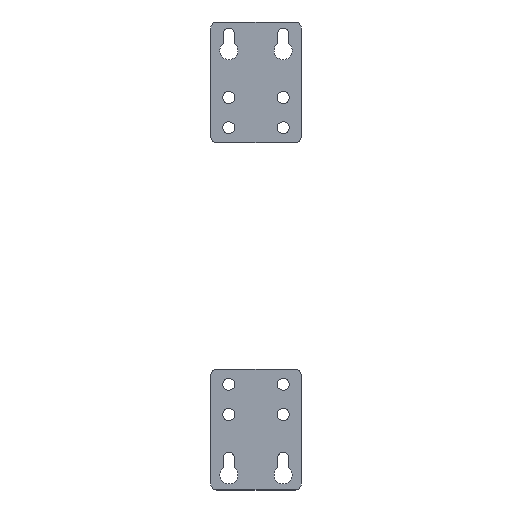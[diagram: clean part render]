
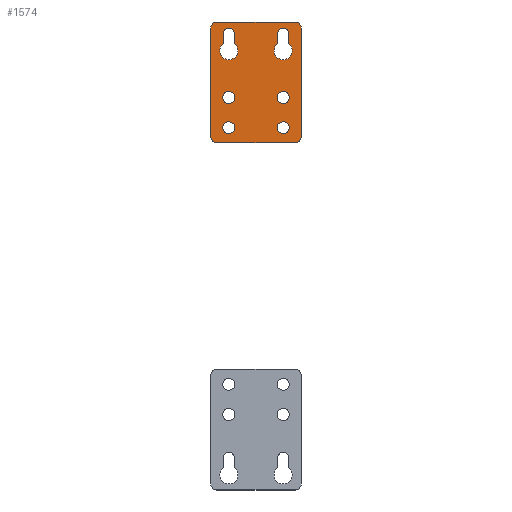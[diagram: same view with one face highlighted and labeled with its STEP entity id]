
A CAD part, top view. The second image highlights one B-rep face of the part: STEP entity #1574.
In plain terms, the highlighted planar face has unit normal (0, 0, 1).
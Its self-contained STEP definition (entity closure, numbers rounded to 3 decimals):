
#898=AXIS2_PLACEMENT_3D('Circle Axis2P3D',#896,#897,$) ;
#925=AXIS2_PLACEMENT_3D('Circle Axis2P3D',#923,#924,$) ;
#989=AXIS2_PLACEMENT_3D('Circle Axis2P3D',#987,#988,$) ;
#1021=AXIS2_PLACEMENT_3D('Circle Axis2P3D',#1019,#1020,$) ;
#1085=AXIS2_PLACEMENT_3D('Circle Axis2P3D',#1083,#1084,$) ;
#1149=AXIS2_PLACEMENT_3D('Circle Axis2P3D',#1147,#1148,$) ;
#1213=AXIS2_PLACEMENT_3D('Circle Axis2P3D',#1211,#1212,$) ;
#1240=AXIS2_PLACEMENT_3D('Circle Axis2P3D',#1238,#1239,$) ;
#1272=AXIS2_PLACEMENT_3D('Circle Axis2P3D',#1270,#1271,$) ;
#1299=AXIS2_PLACEMENT_3D('Circle Axis2P3D',#1297,#1298,$) ;
#1331=AXIS2_PLACEMENT_3D('Circle Axis2P3D',#1329,#1330,$) ;
#1358=AXIS2_PLACEMENT_3D('Circle Axis2P3D',#1356,#1357,$) ;
#1478=AXIS2_PLACEMENT_3D('Plane Axis2P3D',#1475,#1476,#1477) ;
#1517=AXIS2_PLACEMENT_3D('Circle Axis2P3D',#1515,#1516,$) ;
#1531=AXIS2_PLACEMENT_3D('Circle Axis2P3D',#1529,#1530,$) ;
#1542=AXIS2_PLACEMENT_3D('Circle Axis2P3D',#1540,#1541,$) ;
#1558=AXIS2_PLACEMENT_3D('Circle Axis2P3D',#1556,#1557,$) ;
#891=CARTESIAN_POINT('Vertex',(4.,120.,1.)) ;
#896=CARTESIAN_POINT('Axis2P3D Location',(6.,120.,1.)) ;
#900=CARTESIAN_POINT('Vertex',(8.,120.,1.)) ;
#923=CARTESIAN_POINT('Axis2P3D Location',(6.,120.,1.)) ;
#959=CARTESIAN_POINT('Vertex',(28.,115.,1.)) ;
#962=CARTESIAN_POINT('Line Origine',(15.,115.,1.)) ;
#966=CARTESIAN_POINT('Vertex',(2.,115.,1.)) ;
#987=CARTESIAN_POINT('Axis2P3D Location',(28.,117.,1.)) ;
#991=CARTESIAN_POINT('Vertex',(30.,117.,1.)) ;
#1019=CARTESIAN_POINT('Axis2P3D Location',(2.,117.,1.)) ;
#1023=CARTESIAN_POINT('Vertex',(0.,117.,1.)) ;
#1062=CARTESIAN_POINT('Vertex',(30.,153.,1.)) ;
#1065=CARTESIAN_POINT('Line Origine',(30.,135.,1.)) ;
#1083=CARTESIAN_POINT('Axis2P3D Location',(28.,153.,1.)) ;
#1087=CARTESIAN_POINT('Vertex',(28.,155.,1.)) ;
#1115=CARTESIAN_POINT('Line Origine',(15.,155.,1.)) ;
#1119=CARTESIAN_POINT('Vertex',(2.,155.,1.)) ;
#1147=CARTESIAN_POINT('Axis2P3D Location',(2.,153.,1.)) ;
#1151=CARTESIAN_POINT('Vertex',(0.,153.,1.)) ;
#1179=CARTESIAN_POINT('Line Origine',(0.,135.,1.)) ;
#1206=CARTESIAN_POINT('Vertex',(22.,120.,1.)) ;
#1211=CARTESIAN_POINT('Axis2P3D Location',(24.,120.,1.)) ;
#1215=CARTESIAN_POINT('Vertex',(26.,120.,1.)) ;
#1238=CARTESIAN_POINT('Axis2P3D Location',(24.,120.,1.)) ;
#1265=CARTESIAN_POINT('Vertex',(4.,130.,1.)) ;
#1270=CARTESIAN_POINT('Axis2P3D Location',(6.,130.,1.)) ;
#1274=CARTESIAN_POINT('Vertex',(8.,130.,1.)) ;
#1297=CARTESIAN_POINT('Axis2P3D Location',(6.,130.,1.)) ;
#1324=CARTESIAN_POINT('Vertex',(22.,130.,1.)) ;
#1329=CARTESIAN_POINT('Axis2P3D Location',(24.,130.,1.)) ;
#1333=CARTESIAN_POINT('Vertex',(26.,130.,1.)) ;
#1356=CARTESIAN_POINT('Axis2P3D Location',(24.,130.,1.)) ;
#1475=CARTESIAN_POINT('Axis2P3D Location',(0.,115.,1.)) ;
#1506=CARTESIAN_POINT('Line Origine',(7.75,149.593,1.)) ;
#1510=CARTESIAN_POINT('Vertex',(7.75,151.25,1.)) ;
#1512=CARTESIAN_POINT('Vertex',(7.75,147.937,1.)) ;
#1515=CARTESIAN_POINT('Axis2P3D Location',(6.,145.5,1.)) ;
#1519=CARTESIAN_POINT('Vertex',(4.25,147.937,1.)) ;
#1522=CARTESIAN_POINT('Line Origine',(4.25,149.593,1.)) ;
#1526=CARTESIAN_POINT('Vertex',(4.25,151.25,1.)) ;
#1529=CARTESIAN_POINT('Axis2P3D Location',(6.,151.25,1.)) ;
#1540=CARTESIAN_POINT('Axis2P3D Location',(24.,145.5,1.)) ;
#1544=CARTESIAN_POINT('Vertex',(25.75,147.937,1.)) ;
#1546=CARTESIAN_POINT('Vertex',(22.25,147.937,1.)) ;
#1549=CARTESIAN_POINT('Line Origine',(22.25,149.593,1.)) ;
#1553=CARTESIAN_POINT('Vertex',(22.25,151.25,1.)) ;
#1556=CARTESIAN_POINT('Axis2P3D Location',(24.,151.25,1.)) ;
#1560=CARTESIAN_POINT('Vertex',(25.75,151.25,1.)) ;
#1563=CARTESIAN_POINT('Line Origine',(25.75,149.593,1.)) ;
#897=DIRECTION('Axis2P3D Direction',(0.,0.,-1.)) ;
#924=DIRECTION('Axis2P3D Direction',(0.,0.,-1.)) ;
#963=DIRECTION('Vector Direction',(1.,0.,0.)) ;
#988=DIRECTION('Axis2P3D Direction',(0.,0.,1.)) ;
#1020=DIRECTION('Axis2P3D Direction',(-0.,0.,1.)) ;
#1066=DIRECTION('Vector Direction',(0.,1.,0.)) ;
#1084=DIRECTION('Axis2P3D Direction',(0.,-0.,1.)) ;
#1116=DIRECTION('Vector Direction',(-1.,0.,0.)) ;
#1148=DIRECTION('Axis2P3D Direction',(0.,0.,1.)) ;
#1180=DIRECTION('Vector Direction',(0.,-1.,0.)) ;
#1212=DIRECTION('Axis2P3D Direction',(0.,0.,-1.)) ;
#1239=DIRECTION('Axis2P3D Direction',(0.,0.,-1.)) ;
#1271=DIRECTION('Axis2P3D Direction',(0.,0.,-1.)) ;
#1298=DIRECTION('Axis2P3D Direction',(0.,0.,-1.)) ;
#1330=DIRECTION('Axis2P3D Direction',(0.,0.,-1.)) ;
#1357=DIRECTION('Axis2P3D Direction',(0.,0.,-1.)) ;
#1476=DIRECTION('Axis2P3D Direction',(0.,0.,1.)) ;
#1477=DIRECTION('Axis2P3D XDirection',(1.,0.,0.)) ;
#1507=DIRECTION('Vector Direction',(0.,-1.,0.)) ;
#1516=DIRECTION('Axis2P3D Direction',(0.,0.,1.)) ;
#1523=DIRECTION('Vector Direction',(0.,-1.,0.)) ;
#1530=DIRECTION('Axis2P3D Direction',(0.,0.,1.)) ;
#1541=DIRECTION('Axis2P3D Direction',(0.,0.,1.)) ;
#1550=DIRECTION('Vector Direction',(0.,-1.,0.)) ;
#1557=DIRECTION('Axis2P3D Direction',(0.,0.,1.)) ;
#1564=DIRECTION('Vector Direction',(0.,-1.,0.)) ;
#964=VECTOR('Line Direction',#963,1.) ;
#1067=VECTOR('Line Direction',#1066,1.) ;
#1117=VECTOR('Line Direction',#1116,1.) ;
#1181=VECTOR('Line Direction',#1180,1.) ;
#1508=VECTOR('Line Direction',#1507,1.) ;
#1524=VECTOR('Line Direction',#1523,1.) ;
#1551=VECTOR('Line Direction',#1550,1.) ;
#1565=VECTOR('Line Direction',#1564,1.) ;
#1481=ORIENTED_EDGE('',*,*,#968,.T.) ;
#1482=ORIENTED_EDGE('',*,*,#993,.F.) ;
#1483=ORIENTED_EDGE('',*,*,#1069,.T.) ;
#1484=ORIENTED_EDGE('',*,*,#1089,.F.) ;
#1485=ORIENTED_EDGE('',*,*,#1121,.T.) ;
#1486=ORIENTED_EDGE('',*,*,#1153,.F.) ;
#1487=ORIENTED_EDGE('',*,*,#1183,.T.) ;
#1488=ORIENTED_EDGE('',*,*,#1025,.F.) ;
#1491=ORIENTED_EDGE('',*,*,#927,.F.) ;
#1492=ORIENTED_EDGE('',*,*,#902,.F.) ;
#1495=ORIENTED_EDGE('',*,*,#1217,.F.) ;
#1496=ORIENTED_EDGE('',*,*,#1242,.F.) ;
#1499=ORIENTED_EDGE('',*,*,#1276,.F.) ;
#1500=ORIENTED_EDGE('',*,*,#1301,.F.) ;
#1503=ORIENTED_EDGE('',*,*,#1335,.F.) ;
#1504=ORIENTED_EDGE('',*,*,#1360,.F.) ;
#1535=ORIENTED_EDGE('',*,*,#1514,.T.) ;
#1536=ORIENTED_EDGE('',*,*,#1521,.T.) ;
#1537=ORIENTED_EDGE('',*,*,#1528,.T.) ;
#1538=ORIENTED_EDGE('',*,*,#1533,.T.) ;
#1569=ORIENTED_EDGE('',*,*,#1548,.T.) ;
#1570=ORIENTED_EDGE('',*,*,#1555,.T.) ;
#1571=ORIENTED_EDGE('',*,*,#1562,.T.) ;
#1572=ORIENTED_EDGE('',*,*,#1567,.T.) ;
#1493=FACE_BOUND('',#1490,.T.) ;
#1497=FACE_BOUND('',#1494,.T.) ;
#1501=FACE_BOUND('',#1498,.T.) ;
#1505=FACE_BOUND('',#1502,.T.) ;
#1539=FACE_BOUND('',#1534,.T.) ;
#1573=FACE_BOUND('',#1568,.T.) ;
#1574=ADVANCED_FACE('MONTAGESATZ_OBEN',(#1489,#1493,#1497,#1501,#1505,#1539,#1573),#1479,.T.) ;
#899=CIRCLE('generated circle',#898,2.) ;
#926=CIRCLE('generated circle',#925,2.) ;
#990=CIRCLE('generated circle',#989,2.) ;
#1022=CIRCLE('generated circle',#1021,2.) ;
#1086=CIRCLE('generated circle',#1085,2.) ;
#1150=CIRCLE('generated circle',#1149,2.) ;
#1214=CIRCLE('generated circle',#1213,2.) ;
#1241=CIRCLE('generated circle',#1240,2.) ;
#1273=CIRCLE('generated circle',#1272,2.) ;
#1300=CIRCLE('generated circle',#1299,2.) ;
#1332=CIRCLE('generated circle',#1331,2.) ;
#1359=CIRCLE('generated circle',#1358,2.) ;
#1518=CIRCLE('generated circle',#1517,3.) ;
#1532=CIRCLE('generated circle',#1531,1.75) ;
#1543=CIRCLE('generated circle',#1542,3.) ;
#1559=CIRCLE('generated circle',#1558,1.75) ;
#902=EDGE_CURVE('',#892,#901,#899,.F.) ;
#927=EDGE_CURVE('',#901,#892,#926,.F.) ;
#968=EDGE_CURVE('',#967,#960,#965,.T.) ;
#993=EDGE_CURVE('',#992,#960,#990,.F.) ;
#1025=EDGE_CURVE('',#967,#1024,#1022,.F.) ;
#1069=EDGE_CURVE('',#992,#1063,#1068,.T.) ;
#1089=EDGE_CURVE('',#1088,#1063,#1086,.F.) ;
#1121=EDGE_CURVE('',#1088,#1120,#1118,.T.) ;
#1153=EDGE_CURVE('',#1152,#1120,#1150,.F.) ;
#1183=EDGE_CURVE('',#1152,#1024,#1182,.T.) ;
#1217=EDGE_CURVE('',#1207,#1216,#1214,.F.) ;
#1242=EDGE_CURVE('',#1216,#1207,#1241,.F.) ;
#1276=EDGE_CURVE('',#1266,#1275,#1273,.F.) ;
#1301=EDGE_CURVE('',#1275,#1266,#1300,.F.) ;
#1335=EDGE_CURVE('',#1325,#1334,#1332,.F.) ;
#1360=EDGE_CURVE('',#1334,#1325,#1359,.F.) ;
#1514=EDGE_CURVE('',#1511,#1513,#1509,.T.) ;
#1521=EDGE_CURVE('',#1513,#1520,#1518,.F.) ;
#1528=EDGE_CURVE('',#1520,#1527,#1525,.F.) ;
#1533=EDGE_CURVE('',#1527,#1511,#1532,.F.) ;
#1548=EDGE_CURVE('',#1545,#1547,#1543,.F.) ;
#1555=EDGE_CURVE('',#1547,#1554,#1552,.F.) ;
#1562=EDGE_CURVE('',#1554,#1561,#1559,.F.) ;
#1567=EDGE_CURVE('',#1561,#1545,#1566,.T.) ;
#1480=EDGE_LOOP('',(#1481,#1482,#1483,#1484,#1485,#1486,#1487,#1488)) ;
#1490=EDGE_LOOP('',(#1491,#1492)) ;
#1494=EDGE_LOOP('',(#1495,#1496)) ;
#1498=EDGE_LOOP('',(#1499,#1500)) ;
#1502=EDGE_LOOP('',(#1503,#1504)) ;
#1534=EDGE_LOOP('',(#1535,#1536,#1537,#1538)) ;
#1568=EDGE_LOOP('',(#1569,#1570,#1571,#1572)) ;
#1489=FACE_OUTER_BOUND('',#1480,.T.) ;
#965=LINE('Line',#962,#964) ;
#1068=LINE('Line',#1065,#1067) ;
#1118=LINE('Line',#1115,#1117) ;
#1182=LINE('Line',#1179,#1181) ;
#1509=LINE('Line',#1506,#1508) ;
#1525=LINE('Line',#1522,#1524) ;
#1552=LINE('Line',#1549,#1551) ;
#1566=LINE('Line',#1563,#1565) ;
#1479=PLANE('',#1478) ;
#892=VERTEX_POINT('',#891) ;
#901=VERTEX_POINT('',#900) ;
#960=VERTEX_POINT('',#959) ;
#967=VERTEX_POINT('',#966) ;
#992=VERTEX_POINT('',#991) ;
#1024=VERTEX_POINT('',#1023) ;
#1063=VERTEX_POINT('',#1062) ;
#1088=VERTEX_POINT('',#1087) ;
#1120=VERTEX_POINT('',#1119) ;
#1152=VERTEX_POINT('',#1151) ;
#1207=VERTEX_POINT('',#1206) ;
#1216=VERTEX_POINT('',#1215) ;
#1266=VERTEX_POINT('',#1265) ;
#1275=VERTEX_POINT('',#1274) ;
#1325=VERTEX_POINT('',#1324) ;
#1334=VERTEX_POINT('',#1333) ;
#1511=VERTEX_POINT('',#1510) ;
#1513=VERTEX_POINT('',#1512) ;
#1520=VERTEX_POINT('',#1519) ;
#1527=VERTEX_POINT('',#1526) ;
#1545=VERTEX_POINT('',#1544) ;
#1547=VERTEX_POINT('',#1546) ;
#1554=VERTEX_POINT('',#1553) ;
#1561=VERTEX_POINT('',#1560) ;
